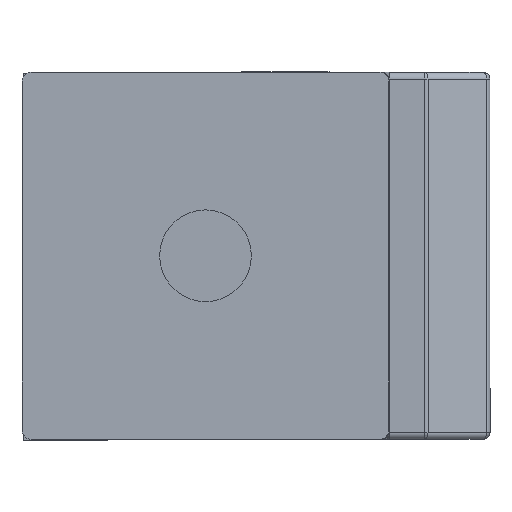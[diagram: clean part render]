
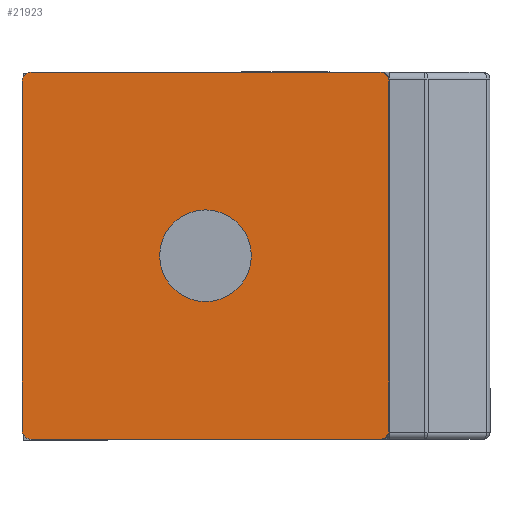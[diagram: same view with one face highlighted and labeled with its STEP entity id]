
A CAD part, front view. The second image highlights one B-rep face of the part: STEP entity #21923.
In plain terms, the highlighted planar face has unit normal (0, -1, 0).
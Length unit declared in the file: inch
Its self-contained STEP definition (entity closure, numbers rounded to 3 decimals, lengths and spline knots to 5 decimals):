
#14 = AXIS2_PLACEMENT_3D ( 'NONE', #40528, #21578, #5555 ) ;
#39 = CARTESIAN_POINT ( 'NONE',  ( 0.75016, 0.22571, 1.70613 ) ) ;
#542 = VERTEX_POINT ( 'NONE', #1703 ) ;
#890 = DIRECTION ( 'NONE',  ( 0., -1., 0. ) ) ;
#1082 = DIRECTION ( 'NONE',  ( 0., 1., 0. ) ) ;
#1183 = VECTOR ( 'NONE', #35241, 39.37008 ) ;
#1605 = VERTEX_POINT ( 'NONE', #13341 ) ;
#1703 = CARTESIAN_POINT ( 'NONE',  ( 1.49819, 0.22571, 2.49353 ) ) ;
#1851 = AXIS2_PLACEMENT_3D ( 'NONE', #13761, #1082, #36075 ) ;
#1969 = EDGE_CURVE ( 'NONE', #20175, #1605, #4432, .T. ) ;
#2726 = ORIENTED_EDGE ( 'NONE', *, *, #6196, .F. ) ;
#2948 = DIRECTION ( 'NONE',  ( 1., 0., 0. ) ) ;
#3066 = FACE_OUTER_BOUND ( 'NONE', #36688, .T. ) ;
#3187 = LINE ( 'NONE', #18932, #1183 ) ;
#3943 = EDGE_CURVE ( 'NONE', #33895, #33895, #40685, .T. ) ;
#4432 = LINE ( 'NONE', #34897, #12897 ) ;
#4441 = DIRECTION ( 'NONE',  ( 1., 0., 0. ) ) ;
#5555 = DIRECTION ( 'NONE',  ( 0., 0., -1. ) ) ;
#6196 = EDGE_CURVE ( 'NONE', #27581, #10121, #3187, .T. ) ;
#8026 = ORIENTED_EDGE ( 'NONE', *, *, #37449, .T. ) ;
#8287 = ORIENTED_EDGE ( 'NONE', *, *, #1969, .F. ) ;
#9507 = LINE ( 'NONE', #10589, #33949 ) ;
#9658 = DIRECTION ( 'NONE',  ( 0., 0., 1. ) ) ;
#10121 = VERTEX_POINT ( 'NONE', #34253 ) ;
#10589 = CARTESIAN_POINT ( 'NONE',  ( 1.4785, 0.22571, 2.49353 ) ) ;
#10634 = CARTESIAN_POINT ( 'NONE',  ( 1.49819, 0.22571, 0.91872 ) ) ;
#12627 = CARTESIAN_POINT ( 'NONE',  ( 0.00213, 0.22571, 2.45416 ) ) ;
#12718 = CARTESIAN_POINT ( 'NONE',  ( 1.53756, 0.22571, 2.45416 ) ) ;
#12897 = VECTOR ( 'NONE', #16329, 39.37008 ) ;
#13341 = CARTESIAN_POINT ( 'NONE',  ( -0.03724, 0.22571, 2.45416 ) ) ;
#13761 = CARTESIAN_POINT ( 'NONE',  ( 1.49819, 0.22571, 2.45416 ) ) ;
#13848 = CARTESIAN_POINT ( 'NONE',  ( 0.75016, 0.22571, 1.70613 ) ) ;
#13986 = DIRECTION ( 'NONE',  ( 0., 0., -1. ) ) ;
#14897 = EDGE_LOOP ( 'NONE', ( #29240 ) ) ;
#16329 = DIRECTION ( 'NONE',  ( 0., 0., 1. ) ) ;
#16528 = CARTESIAN_POINT ( 'NONE',  ( 0.75016, 0.22571, 1.50928 ) ) ;
#17604 = CIRCLE ( 'NONE', #25845, 0.03937 ) ;
#18242 = DIRECTION ( 'NONE',  ( 0., 1., 0. ) ) ;
#18932 = CARTESIAN_POINT ( 'NONE',  ( 1.53756, 0.22571, 1.70613 ) ) ;
#20015 = ORIENTED_EDGE ( 'NONE', *, *, #33082, .F. ) ;
#20175 = VERTEX_POINT ( 'NONE', #32909 ) ;
#21030 = FACE_BOUND ( 'NONE', #14897, .T. ) ;
#21477 = CIRCLE ( 'NONE', #1851, 0.03937 ) ;
#21578 = DIRECTION ( 'NONE',  ( 0., 1., 0. ) ) ;
#21637 = ORIENTED_EDGE ( 'NONE', *, *, #29358, .F. ) ;
#21923 = ADVANCED_FACE ( 'NONE', ( #3066, #21030 ), #25674, .F. ) ;
#22559 = EDGE_CURVE ( 'NONE', #542, #27581, #21477, .T. ) ;
#22563 = EDGE_CURVE ( 'NONE', #29243, #542, #9507, .T. ) ;
#23021 = VERTEX_POINT ( 'NONE', #10634 ) ;
#23239 = AXIS2_PLACEMENT_3D ( 'NONE', #39, #31808, #9658 ) ;
#23465 = CARTESIAN_POINT ( 'NONE',  ( 0.00213, 0.22571, 0.91872 ) ) ;
#23471 = ORIENTED_EDGE ( 'NONE', *, *, #23799, .F. ) ;
#23799 = EDGE_CURVE ( 'NONE', #25961, #20175, #30436, .T. ) ;
#24691 = CARTESIAN_POINT ( 'NONE',  ( 1.49819, 0.22571, 0.95809 ) ) ;
#25674 = PLANE ( 'NONE',  #23239 ) ;
#25845 = AXIS2_PLACEMENT_3D ( 'NONE', #12627, #41165, #41037 ) ;
#25961 = VERTEX_POINT ( 'NONE', #23465 ) ;
#26088 = LINE ( 'NONE', #35119, #34562 ) ;
#27581 = VERTEX_POINT ( 'NONE', #12718 ) ;
#28314 = ORIENTED_EDGE ( 'NONE', *, *, #22563, .F. ) ;
#29176 = ORIENTED_EDGE ( 'NONE', *, *, #22559, .F. ) ;
#29240 = ORIENTED_EDGE ( 'NONE', *, *, #3943, .F. ) ;
#29243 = VERTEX_POINT ( 'NONE', #39741 ) ;
#29358 = EDGE_CURVE ( 'NONE', #10121, #23021, #38279, .T. ) ;
#30436 = CIRCLE ( 'NONE', #14, 0.03937 ) ;
#31808 = DIRECTION ( 'NONE',  ( 0., 1., 0. ) ) ;
#32909 = CARTESIAN_POINT ( 'NONE',  ( -0.03724, 0.22571, 0.95809 ) ) ;
#33082 = EDGE_CURVE ( 'NONE', #1605, #29243, #17604, .T. ) ;
#33895 = VERTEX_POINT ( 'NONE', #16528 ) ;
#33949 = VECTOR ( 'NONE', #4441, 39.37008 ) ;
#34253 = CARTESIAN_POINT ( 'NONE',  ( 1.53756, 0.22571, 0.95809 ) ) ;
#34562 = VECTOR ( 'NONE', #2948, 39.37008 ) ;
#34897 = CARTESIAN_POINT ( 'NONE',  ( -0.03724, 0.22571, 1.70613 ) ) ;
#35119 = CARTESIAN_POINT ( 'NONE',  ( 1.4785, 0.22571, 0.91872 ) ) ;
#35241 = DIRECTION ( 'NONE',  ( 0., 0., -1. ) ) ;
#36075 = DIRECTION ( 'NONE',  ( 0., 0., 1. ) ) ;
#36587 = AXIS2_PLACEMENT_3D ( 'NONE', #13848, #890, #13986 ) ;
#36688 = EDGE_LOOP ( 'NONE', ( #23471, #8026, #21637, #2726, #29176, #28314, #20015, #8287 ) ) ;
#37201 = DIRECTION ( 'NONE',  ( 0., 0., 1. ) ) ;
#37449 = EDGE_CURVE ( 'NONE', #25961, #23021, #26088, .T. ) ;
#38279 = CIRCLE ( 'NONE', #40978, 0.03937 ) ;
#39741 = CARTESIAN_POINT ( 'NONE',  ( 0.00213, 0.22571, 2.49353 ) ) ;
#40528 = CARTESIAN_POINT ( 'NONE',  ( 0.00213, 0.22571, 0.95809 ) ) ;
#40685 = CIRCLE ( 'NONE', #36587, 0.19685 ) ;
#40978 = AXIS2_PLACEMENT_3D ( 'NONE', #24691, #18242, #37201 ) ;
#41037 = DIRECTION ( 'NONE',  ( 0., 0., -1. ) ) ;
#41165 = DIRECTION ( 'NONE',  ( 0., 1., 0. ) ) ;
